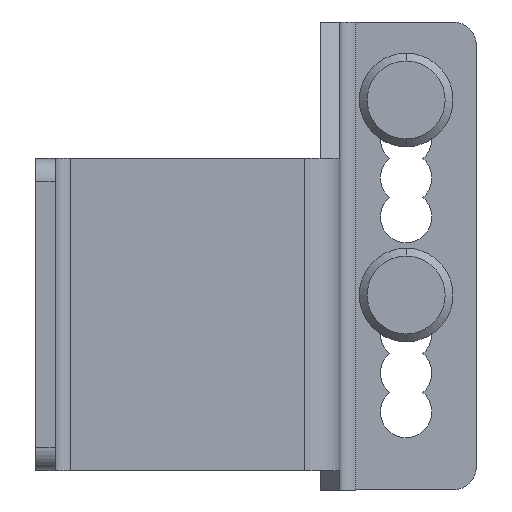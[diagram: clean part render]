
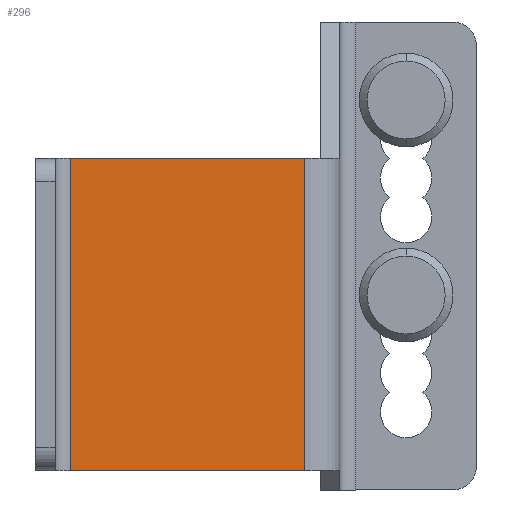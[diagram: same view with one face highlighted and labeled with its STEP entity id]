
A CAD part, left-side view. The second image highlights one B-rep face of the part: STEP entity #296.
In plain terms, the highlighted planar face has unit normal (-1, 0, 0).
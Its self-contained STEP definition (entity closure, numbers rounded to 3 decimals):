
#296=ADVANCED_FACE('',(#550),#551,.T.);
#550=FACE_OUTER_BOUND('',#779,.T.);
#551=PLANE('',#780);
#779=EDGE_LOOP('',(#1367,#1368,#1369,#1370));
#780=AXIS2_PLACEMENT_3D('',#1371,#1372,#1373);
#1367=ORIENTED_EDGE('',*,*,#1513,.F.);
#1368=ORIENTED_EDGE('',*,*,#1647,.T.);
#1369=ORIENTED_EDGE('',*,*,#1620,.F.);
#1370=ORIENTED_EDGE('',*,*,#1649,.F.);
#1371=CARTESIAN_POINT('',(34.5,37.,60.0));
#1372=DIRECTION('',(-1.0,0.0,0.0));
#1373=DIRECTION('',(0.0,1.0,0.0));
#1513=EDGE_CURVE('',#1804,#1806,#1807,.T.);
#1620=EDGE_CURVE('',#1966,#1968,#1969,.T.);
#1647=EDGE_CURVE('',#1804,#1968,#2001,.T.);
#1649=EDGE_CURVE('',#1806,#1966,#2003,.T.);
#1804=VERTEX_POINT('',#2188);
#1806=VERTEX_POINT('',#2190);
#1807=LINE('',#2191,#2192);
#1966=VERTEX_POINT('',#2399);
#1968=VERTEX_POINT('',#2401);
#1969=LINE('',#2402,#2403);
#2001=LINE('',#2447,#2448);
#2003=LINE('',#2450,#2451);
#2188=CARTESIAN_POINT('',(34.5,52.,42.5));
#2190=CARTESIAN_POINT('',(34.5,22.0,42.5));
#2191=CARTESIAN_POINT('',(34.5,18.5,42.5));
#2192=VECTOR('',#2605,1.0);
#2399=CARTESIAN_POINT('',(34.5,22.0,2.5));
#2401=CARTESIAN_POINT('',(34.5,52.,2.5));
#2402=CARTESIAN_POINT('',(34.5,18.5,2.5));
#2403=VECTOR('',#2756,1.0);
#2447=CARTESIAN_POINT('',(34.5,52.,60.0));
#2448=VECTOR('',#2781,1.0);
#2450=CARTESIAN_POINT('',(34.5,22.0,60.0));
#2451=VECTOR('',#2782,1.0);
#2605=DIRECTION('',(0.0,-1.0,0.0));
#2756=DIRECTION('',(-0.0,1.0,0.0));
#2781=DIRECTION('',(0.0,0.0,-1.0));
#2782=DIRECTION('',(0.0,0.0,-1.0));
